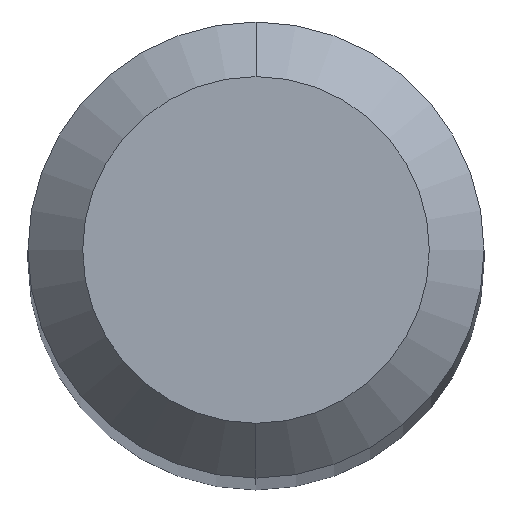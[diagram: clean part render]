
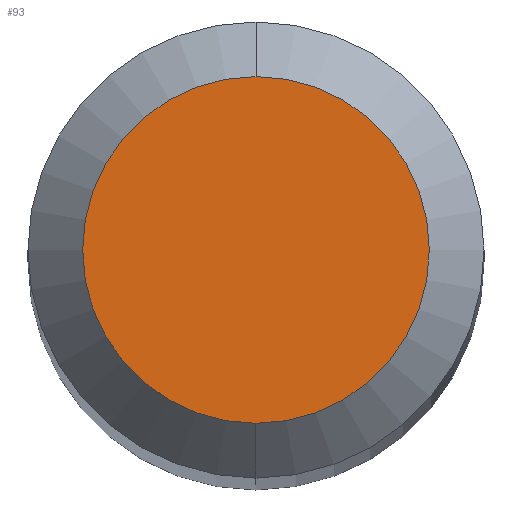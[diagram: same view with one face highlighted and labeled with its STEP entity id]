
A CAD part, top view. The second image highlights one B-rep face of the part: STEP entity #93.
In plain terms, the highlighted planar face has unit normal (0, 0, 1).
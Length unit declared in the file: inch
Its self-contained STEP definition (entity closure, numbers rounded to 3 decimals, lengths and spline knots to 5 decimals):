
#4 = AXIS2_PLACEMENT_3D ( 'NONE', #271, #38, #192 ) ;
#38 = DIRECTION ( 'NONE',  ( 0., 0., 1. ) ) ;
#77 = CARTESIAN_POINT ( 'NONE',  ( 0., 0., 0. ) ) ;
#93 = ADVANCED_FACE ( 'NONE', ( #399 ), #370, .F. ) ;
#108 = CARTESIAN_POINT ( 'NONE',  ( 0., 0.0475, 0. ) ) ;
#113 = EDGE_CURVE ( 'NONE', #418, #152, #267, .T. ) ;
#127 = EDGE_CURVE ( 'NONE', #152, #418, #512, .T. ) ;
#143 = DIRECTION ( 'NONE',  ( 0., 1., 0. ) ) ;
#152 = VERTEX_POINT ( 'NONE', #157 ) ;
#157 = CARTESIAN_POINT ( 'NONE',  ( 0., -0.0475, 0. ) ) ;
#192 = DIRECTION ( 'NONE',  ( 0., -1., 0. ) ) ;
#231 = ORIENTED_EDGE ( 'NONE', *, *, #113, .T. ) ;
#267 = CIRCLE ( 'NONE', #4, 0.0475 ) ;
#271 = CARTESIAN_POINT ( 'NONE',  ( 0., 0., 0. ) ) ;
#291 = DIRECTION ( 'NONE',  ( 0., 0., 1. ) ) ;
#370 = PLANE ( 'NONE',  #445 ) ;
#373 = DIRECTION ( 'NONE',  ( 0., 0., -1. ) ) ;
#399 = FACE_OUTER_BOUND ( 'NONE', #474, .T. ) ;
#418 = VERTEX_POINT ( 'NONE', #108 ) ;
#422 = AXIS2_PLACEMENT_3D ( 'NONE', #77, #291, #471 ) ;
#445 = AXIS2_PLACEMENT_3D ( 'NONE', #490, #373, #143 ) ;
#471 = DIRECTION ( 'NONE',  ( 0., -1., 0. ) ) ;
#474 = EDGE_LOOP ( 'NONE', ( #231, #517 ) ) ;
#490 = CARTESIAN_POINT ( 'NONE',  ( 0., 0.0475, 0. ) ) ;
#512 = CIRCLE ( 'NONE', #422, 0.0475 ) ;
#517 = ORIENTED_EDGE ( 'NONE', *, *, #127, .T. ) ;
